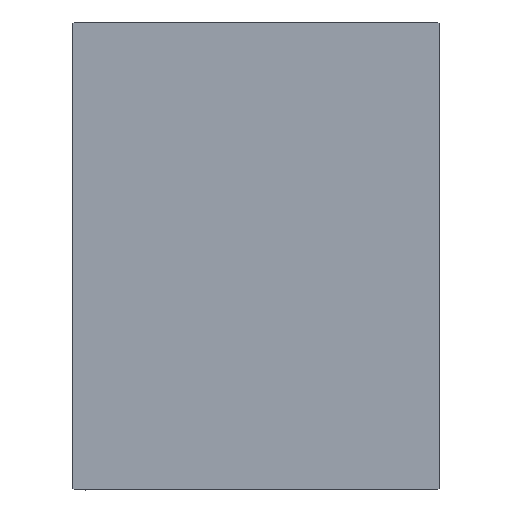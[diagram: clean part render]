
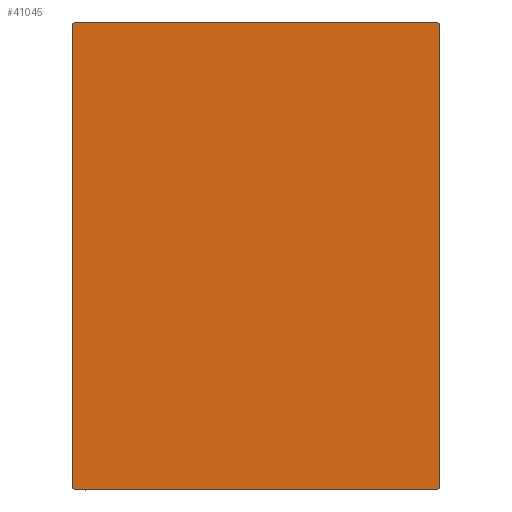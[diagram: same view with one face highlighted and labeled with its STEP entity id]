
A CAD part, left-side view. The second image highlights one B-rep face of the part: STEP entity #41045.
In plain terms, the highlighted face is planar.
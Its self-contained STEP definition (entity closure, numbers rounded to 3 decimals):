
#565 = CARTESIAN_POINT ( 'NONE',  ( 108., -45., 57.5 ) ) ;
#735 = DIRECTION ( 'NONE',  ( 0., 0., -1. ) ) ;
#1741 = VERTEX_POINT ( 'NONE', #9953 ) ;
#1792 = VECTOR ( 'NONE', #42764, 1000. ) ;
#2545 = DIRECTION ( 'NONE',  ( 0., 0.707, 0.707 ) ) ;
#2799 = LINE ( 'NONE', #39993, #17038 ) ;
#2916 = CARTESIAN_POINT ( 'NONE',  ( 108., -44.7, -57.5 ) ) ;
#5164 = CARTESIAN_POINT ( 'NONE',  ( 108., 51.1, 51.1 ) ) ;
#5927 = ORIENTED_EDGE ( 'NONE', *, *, #12433, .T. ) ;
#8030 = LINE ( 'NONE', #5164, #12882 ) ;
#9848 = DIRECTION ( 'NONE',  ( 0., 0., 1. ) ) ;
#9874 = CARTESIAN_POINT ( 'NONE',  ( 108., -45., 57.2 ) ) ;
#9953 = CARTESIAN_POINT ( 'NONE',  ( 108., 45., -57.2 ) ) ;
#10261 = ORIENTED_EDGE ( 'NONE', *, *, #32871, .T. ) ;
#12382 = EDGE_CURVE ( 'NONE', #23140, #42103, #30080, .T. ) ;
#12433 = EDGE_CURVE ( 'NONE', #42214, #31303, #8030, .T. ) ;
#12596 = ORIENTED_EDGE ( 'NONE', *, *, #12382, .T. ) ;
#12882 = VECTOR ( 'NONE', #38389, 1000. ) ;
#13349 = DIRECTION ( 'NONE',  ( 0., -0.707, -0.707 ) ) ;
#13845 = CARTESIAN_POINT ( 'NONE',  ( 108., -45., -57.5 ) ) ;
#15371 = CARTESIAN_POINT ( 'NONE',  ( 108., 44.7, -57.5 ) ) ;
#15721 = EDGE_CURVE ( 'NONE', #1741, #42214, #2799, .T. ) ;
#15824 = LINE ( 'NONE', #25733, #22686 ) ;
#16077 = VERTEX_POINT ( 'NONE', #2916 ) ;
#16085 = CARTESIAN_POINT ( 'NONE',  ( 108., 44.7, 57.5 ) ) ;
#16380 = VECTOR ( 'NONE', #13349, 1000. ) ;
#16654 = ORIENTED_EDGE ( 'NONE', *, *, #15721, .T. ) ;
#17038 = VECTOR ( 'NONE', #9848, 1000. ) ;
#17288 = CARTESIAN_POINT ( 'NONE',  ( 108., 0., 0. ) ) ;
#17383 = DIRECTION ( 'NONE',  ( 0., 1., 0. ) ) ;
#19011 = CARTESIAN_POINT ( 'NONE',  ( 108., 45., 57.5 ) ) ;
#19612 = VECTOR ( 'NONE', #17383, 1000. ) ;
#20575 = FACE_OUTER_BOUND ( 'NONE', #24115, .T. ) ;
#21692 = ORIENTED_EDGE ( 'NONE', *, *, #25943, .T. ) ;
#22203 = ORIENTED_EDGE ( 'NONE', *, *, #32571, .T. ) ;
#22370 = CARTESIAN_POINT ( 'NONE',  ( 108., -44.7, 57.5 ) ) ;
#22686 = VECTOR ( 'NONE', #38704, 1000. ) ;
#22805 = LINE ( 'NONE', #43034, #34112 ) ;
#23140 = VERTEX_POINT ( 'NONE', #22370 ) ;
#24115 = EDGE_LOOP ( 'NONE', ( #21692, #22203, #16654, #5927, #10261, #12596, #39156, #34074 ) ) ;
#24142 = CARTESIAN_POINT ( 'NONE',  ( 108., 45., 57.2 ) ) ;
#25733 = CARTESIAN_POINT ( 'NONE',  ( 108., -51.1, -51.1 ) ) ;
#25943 = EDGE_CURVE ( 'NONE', #16077, #33272, #27711, .T. ) ;
#26298 = AXIS2_PLACEMENT_3D ( 'NONE', #17288, #30913, #735 ) ;
#27106 = VERTEX_POINT ( 'NONE', #40463 ) ;
#27711 = LINE ( 'NONE', #13845, #19612 ) ;
#28049 = EDGE_CURVE ( 'NONE', #42103, #27106, #30528, .T. ) ;
#30080 = LINE ( 'NONE', #43487, #16380 ) ;
#30528 = LINE ( 'NONE', #565, #39332 ) ;
#30913 = DIRECTION ( 'NONE',  ( 1., 0., 0. ) ) ;
#31303 = VERTEX_POINT ( 'NONE', #16085 ) ;
#32571 = EDGE_CURVE ( 'NONE', #33272, #1741, #22805, .T. ) ;
#32871 = EDGE_CURVE ( 'NONE', #31303, #23140, #36190, .T. ) ;
#33272 = VERTEX_POINT ( 'NONE', #15371 ) ;
#34006 = PLANE ( 'NONE',  #26298 ) ;
#34074 = ORIENTED_EDGE ( 'NONE', *, *, #42025, .T. ) ;
#34112 = VECTOR ( 'NONE', #2545, 1000. ) ;
#36190 = LINE ( 'NONE', #19011, #1792 ) ;
#38389 = DIRECTION ( 'NONE',  ( 0., -0.707, 0.707 ) ) ;
#38704 = DIRECTION ( 'NONE',  ( 0., 0.707, -0.707 ) ) ;
#39156 = ORIENTED_EDGE ( 'NONE', *, *, #28049, .T. ) ;
#39332 = VECTOR ( 'NONE', #40421, 1000. ) ;
#39993 = CARTESIAN_POINT ( 'NONE',  ( 108., 45., -57.5 ) ) ;
#40421 = DIRECTION ( 'NONE',  ( 0., 0., -1. ) ) ;
#40463 = CARTESIAN_POINT ( 'NONE',  ( 108., -45., -57.2 ) ) ;
#41045 = ADVANCED_FACE ( 'NONE', ( #20575 ), #34006, .T. ) ;
#42025 = EDGE_CURVE ( 'NONE', #27106, #16077, #15824, .T. ) ;
#42103 = VERTEX_POINT ( 'NONE', #9874 ) ;
#42214 = VERTEX_POINT ( 'NONE', #24142 ) ;
#42764 = DIRECTION ( 'NONE',  ( 0., -1., 0. ) ) ;
#43034 = CARTESIAN_POINT ( 'NONE',  ( 108., 51.1, -51.1 ) ) ;
#43487 = CARTESIAN_POINT ( 'NONE',  ( 108., -51.1, 51.1 ) ) ;
